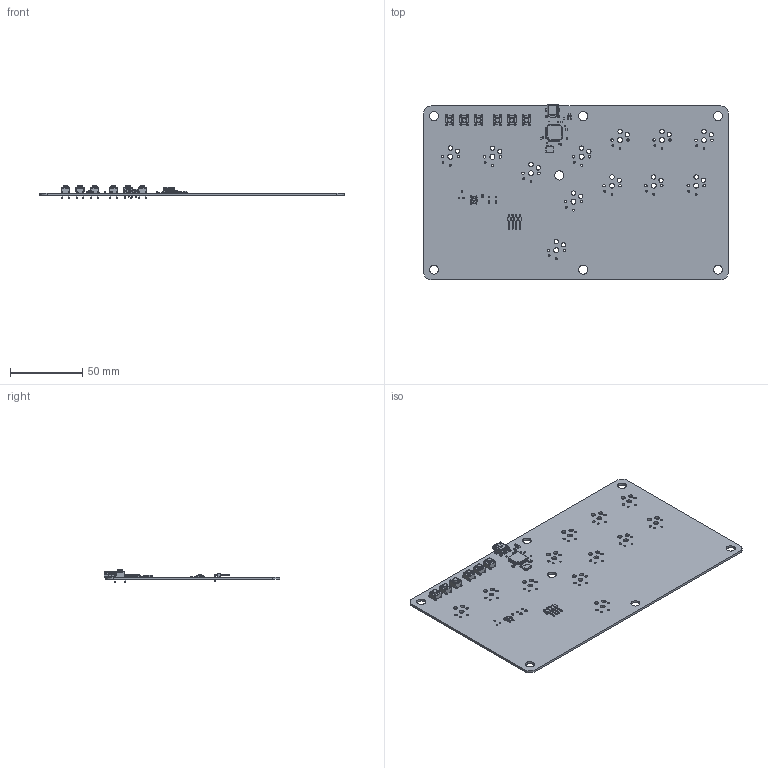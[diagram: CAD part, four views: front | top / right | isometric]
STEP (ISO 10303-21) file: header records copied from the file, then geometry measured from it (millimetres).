
FILE_DESCRIPTION(('KiCad electronic assembly'),'2;1');
FILE_NAME('PE2JLC.step','2024-04-05T17:10:16',('Pcbnew'),('Kicad'), 'Open CASCADE STEP processor 7.7','KiCad to STEP converter','Unknown' );
FILE_SCHEMA(('AUTOMOTIVE_DESIGN { 1 0 10303 214 1 1 1 1 }'));
Length unit declared in the file: millimetre
Products named in the file (24): PE2JLC 1; 1825910-6; C_0402_1005Metric; JLC_miniUSB-Step; 548191572; XTAL_AA-8_000MALV-T_TXC; part; LED_0603_1608Metric; NCP115ASN330T2G; NCP551SN15T1G; C_0603_1608Metric; R_0402_1005Metric; TS-1187A-B-A-B; STM32F446RCT6; STM32G070RBT6; PH1RB-04-UA; PE2JLC_PCB
Assembly tree (46 placements, depth 3):
  PE2JLC 1
    1825910-6  x6
      1825910-6
    C_0402_1005Metric  x10
      C_0402_1005Metric
    JLC_miniUSB-Step
      548191572
    XTAL_AA-8_000MALV-T_TXC
      part
    LED_0603_1608Metric  x2
      LED_0603_1608Metric
    NCP115ASN330T2G
      NCP551SN15T1G
    C_0603_1608Metric  x6
      C_0603_1608Metric
    R_0402_1005Metric  x4
      R_0402_1005Metric
    TS-1187A-B-A-B
      TS-1187A-B-A-B
    STM32F446RCT6
      STM32G070RBT6
    PH1RB-04-UA
      PH1RB-04-UA
    PE2JLC_PCB
Bounding box: 210 x 121.15 x 8.52 mm (x, y, z)
Volume: 40596.1 mm3; surface area: 54951.7 mm2
Topology: 187 solids, 187 shells, 3898 faces, 10054 edges, 6554 vertices
Faces by surface type: plane 2293, cylinder 1399, torus 94, sphere 56, revolution 32, bspline 24
Full cylindrical faces by diameter (mm): 1 x4, 1.1 x24, 1.27 x24, 1.702 x24, 3 x24, 3.429 x12, 6.3 x7
Entity records: 84838 total; most frequent: CARTESIAN_POINT 15788, DIRECTION 13873, ORIENTED_EDGE 13766, EDGE_CURVE 6883, LINE 4903, VECTOR 4903, AXIS2_PLACEMENT_3D 4469, VERTEX_POINT 4442
